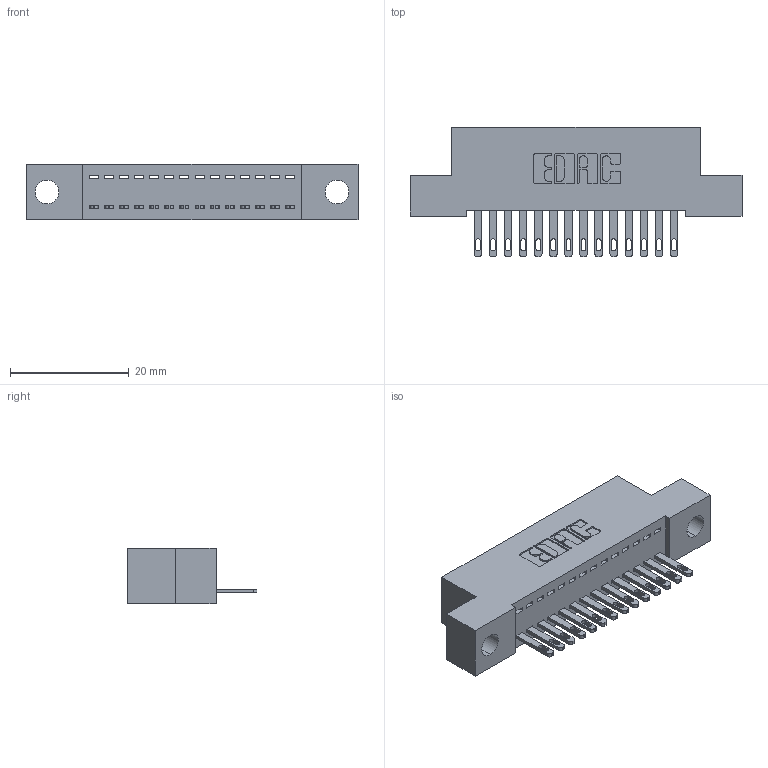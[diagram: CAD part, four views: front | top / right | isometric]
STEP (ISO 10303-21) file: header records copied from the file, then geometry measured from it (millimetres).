
FILE_DESCRIPTION (( 'STEP AP203' ), '1' );
FILE_NAME ('892-014-500-104.STEP', '2020-09-21T13:12:56', ( '' ), ( '' ), 'SwSTEP 2.0', 'SolidWorks 2020', '' );
FILE_SCHEMA (( 'CONFIG_CONTROL_DESIGN' ));
Length unit declared in the file: inch
Products named in the file (3): 842 Part_.156 TH; 345-292-001_345-293-100; 892-014-500-104
Assembly tree (15 placements, depth 2):
  892-014-500-104
    842 Part_.156 TH
    345-292-001_345-293-100  x14
Bounding box: 55.88 x 21.85 x 9.4 mm (x, y, z)
Volume: 4718.1 mm3; surface area: 6251.8 mm2
Topology: 15 solids, 15 shells, 866 faces, 2651 edges, 1766 vertices
Faces by surface type: plane 570, cylinder 296
Entity records: 11981 total; most frequent: CARTESIAN_POINT 2076, ORIENTED_EDGE 2026, DIRECTION 1809, EDGE_CURVE 1013, LINE 881, VECTOR 881, VERTEX_POINT 674, AXIS2_PLACEMENT_3D 464
